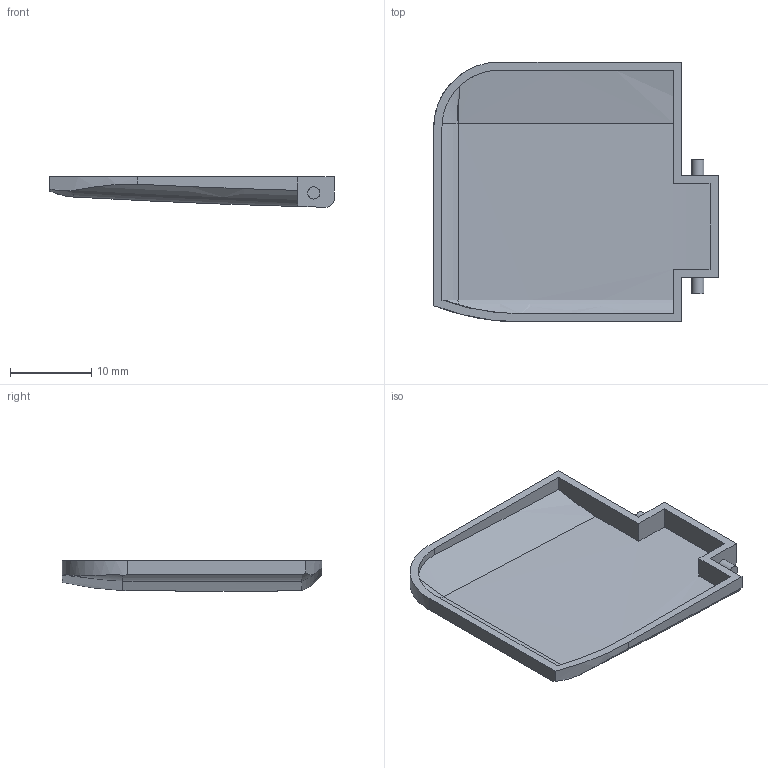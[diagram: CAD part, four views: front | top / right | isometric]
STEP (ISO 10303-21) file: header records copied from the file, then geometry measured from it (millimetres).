
FILE_DESCRIPTION(('produced by SPATIAL CORP'),'2;1');
FILE_NAME( '808-225-d.prt.hh.sat.stp', '2002-04-19T13:50:58+00:00',('SPATIAL CORP'),('SPATIAL CORP'), 'ACIS STEP Husk','http://www.spatial.com','SPATIAL CORP');
FILE_SCHEMA(('CONFIG_CONTROL_DESIGN'));
Length unit declared in the file: millimetre
Products named in the file (1): PRODUCT_ID_1
Bounding box: 35 x 32 x 3.76 mm (x, y, z)
Volume: 1218.7 mm3; surface area: 2569.7 mm2
Topology: 1 solids, 1 shells, 40 faces, 102 edges, 65 vertices
Faces by surface type: plane 19, cylinder 13, bspline 6, torus 2
Entity records: 2755 total; most frequent: CARTESIAN_POINT 1761, ORIENTED_EDGE 200, DIRECTION 171, EDGE_CURVE 100, VERTEX_POINT 65, AXIS2_PLACEMENT_3D 60, VECTOR 51, LINE 51
